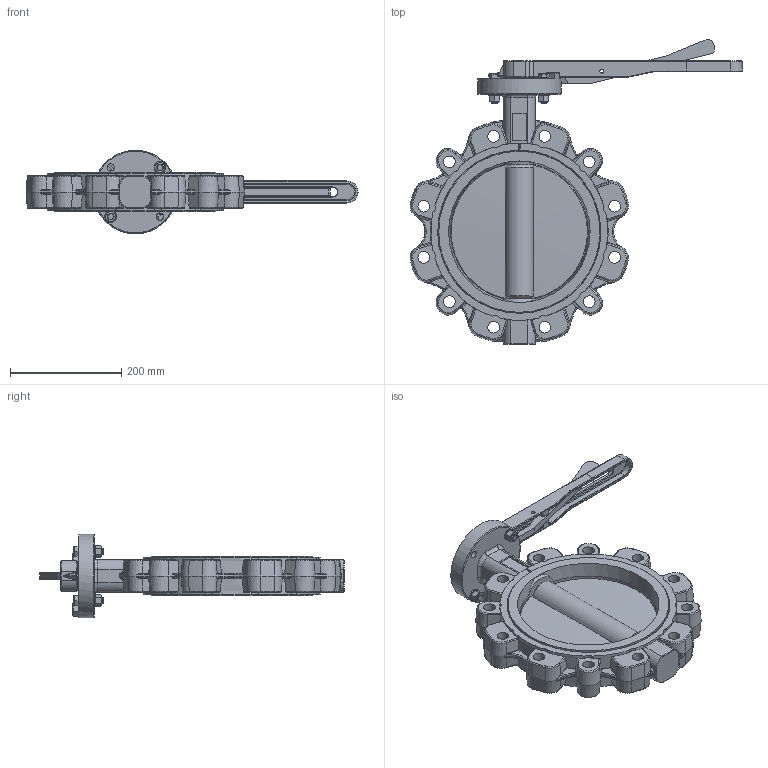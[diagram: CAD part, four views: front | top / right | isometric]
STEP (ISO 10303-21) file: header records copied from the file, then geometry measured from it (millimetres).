
FILE_DESCRIPTION (( 'STEP AP203' ), '1' );
FILE_NAME ('L9.DN250.STEP', '2012-12-17T14:26:12', ( 'luca.saino' ), ( 'Hewlett-Packard Company' ), 'SwSTEP 2.0', 'SolidWorks 2012', '' );
FILE_SCHEMA (( 'CONFIG_CONTROL_DESIGN' ));
Length unit declared in the file: millimetre
Products named in the file (1): L9.DN250
Bounding box: 596.3 x 546.9 x 150 mm (x, y, z)
Volume: 5639223.6 mm3; surface area: 620231.7 mm2
Topology: 1 solids, 2 shells, 1496 faces, 3788 edges, 2294 vertices
Faces by surface type: plane 463, cylinder 394, bspline 273, torus 198, cone 148, sphere 20
Full cylindrical faces by diameter (mm): 7 x2, 8.181 x2, 8.88 x1, 10 x2, 12 x4, 13 x4, 18 x2, 21 x12, 52 x1, 150 x1, 289.4 x2, 292.1 x2
Entity records: 60255 total; most frequent: CARTESIAN_POINT 26922, ORIENTED_EDGE 7308, DIRECTION 6398, EDGE_CURVE 3654, AXIS2_PLACEMENT_3D 2500, VERTEX_POINT 2269, EDGE_LOOP 1651, FACE_OUTER_BOUND 1534
